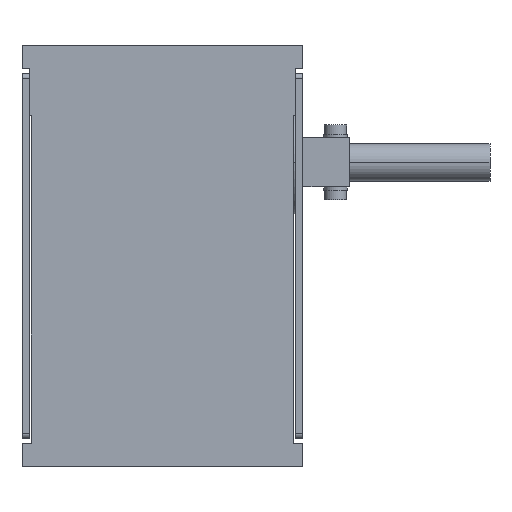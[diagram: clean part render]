
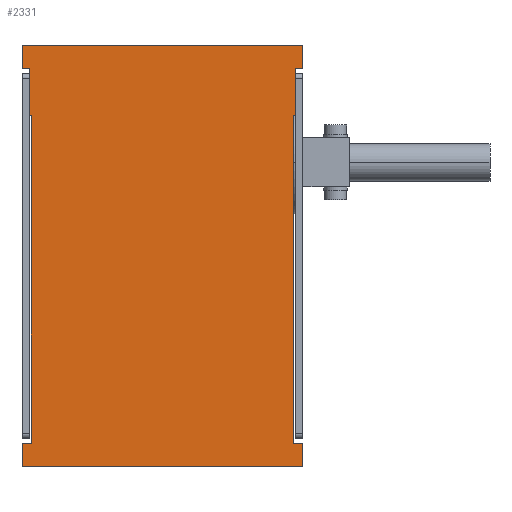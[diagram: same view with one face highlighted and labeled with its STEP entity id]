
A CAD part, left-side view. The second image highlights one B-rep face of the part: STEP entity #2331.
In plain terms, the highlighted planar face has unit normal (-1, 0, 0).
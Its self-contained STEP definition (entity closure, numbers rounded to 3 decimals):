
#1511=CARTESIAN_POINT('',(-101.957,-68.089,74.5));
#1512=VERTEX_POINT('',#1511);
#1519=CARTESIAN_POINT('',(-101.957,-68.089,84.5));
#1520=VERTEX_POINT('',#1519);
#1521=CARTESIAN_POINT('',(-101.957,-68.089,84.5));
#1522=DIRECTION('',(0.0,0.0,-1.0));
#1523=VECTOR('',#1522,10.);
#1524=LINE('',#1521,#1523);
#1525=EDGE_CURVE('',#1520,#1512,#1524,.T.);
#1562=CARTESIAN_POINT('',(-101.957,-66.589,84.5));
#1563=VERTEX_POINT('',#1562);
#1564=CARTESIAN_POINT('',(-101.957,-66.589,84.5));
#1565=DIRECTION('',(0.0,-1.0,0.0));
#1566=VECTOR('',#1565,1.5);
#1567=LINE('',#1564,#1566);
#1568=EDGE_CURVE('',#1563,#1520,#1567,.T.);
#1594=CARTESIAN_POINT('',(-101.957,-66.589,4.5));
#1595=VERTEX_POINT('',#1594);
#1602=CARTESIAN_POINT('',(-101.957,-68.589,4.5));
#1603=VERTEX_POINT('',#1602);
#1604=CARTESIAN_POINT('',(-101.957,-68.589,4.5));
#1605=DIRECTION('',(0.0,1.0,0.0));
#1606=VECTOR('',#1605,2.);
#1607=LINE('',#1604,#1606);
#1608=EDGE_CURVE('',#1603,#1595,#1607,.T.);
#1633=CARTESIAN_POINT('',(-101.957,-68.589,74.5));
#1634=VERTEX_POINT('',#1633);
#1635=CARTESIAN_POINT('',(-101.957,-68.589,74.5));
#1636=DIRECTION('',(0.0,0.0,-1.0));
#1637=VECTOR('',#1636,70.0);
#1638=LINE('',#1635,#1637);
#1639=EDGE_CURVE('',#1634,#1603,#1638,.T.);
#1732=CARTESIAN_POINT('',(-101.957,-68.089,74.5));
#1733=DIRECTION('',(0.0,-1.0,0.0));
#1734=VECTOR('',#1733,0.5);
#1735=LINE('',#1732,#1734);
#1736=EDGE_CURVE('',#1512,#1634,#1735,.T.);
#1757=CARTESIAN_POINT('',(-101.957,-125.089,74.5));
#1758=VERTEX_POINT('',#1757);
#1765=CARTESIAN_POINT('',(-101.957,-124.589,74.5));
#1766=VERTEX_POINT('',#1765);
#1767=CARTESIAN_POINT('',(-101.957,-124.589,74.5));
#1768=DIRECTION('',(0.0,-1.0,0.0));
#1769=VECTOR('',#1768,0.5);
#1770=LINE('',#1767,#1769);
#1771=EDGE_CURVE('',#1766,#1758,#1770,.T.);
#1797=CARTESIAN_POINT('',(-101.957,-124.589,4.5));
#1798=VERTEX_POINT('',#1797);
#1805=CARTESIAN_POINT('',(-101.957,-126.589,4.5));
#1806=VERTEX_POINT('',#1805);
#1807=CARTESIAN_POINT('',(-101.957,-126.589,4.5));
#1808=DIRECTION('',(0.0,1.0,0.0));
#1809=VECTOR('',#1808,2.);
#1810=LINE('',#1807,#1809);
#1811=EDGE_CURVE('',#1806,#1798,#1810,.T.);
#1834=CARTESIAN_POINT('',(-101.957,-124.589,4.5));
#1835=DIRECTION('',(0.0,0.0,1.0));
#1836=VECTOR('',#1835,70.0);
#1837=LINE('',#1834,#1836);
#1838=EDGE_CURVE('',#1798,#1766,#1837,.T.);
#1929=CARTESIAN_POINT('',(-101.957,-126.589,84.5));
#1930=VERTEX_POINT('',#1929);
#1937=CARTESIAN_POINT('',(-101.957,-125.089,84.5));
#1938=VERTEX_POINT('',#1937);
#1939=CARTESIAN_POINT('',(-101.957,-125.089,84.5));
#1940=DIRECTION('',(0.0,-1.0,0.0));
#1941=VECTOR('',#1940,1.5);
#1942=LINE('',#1939,#1941);
#1943=EDGE_CURVE('',#1938,#1930,#1942,.T.);
#1966=CARTESIAN_POINT('',(-101.957,-125.089,74.5));
#1967=DIRECTION('',(0.0,0.0,1.0));
#1968=VECTOR('',#1967,10.0);
#1969=LINE('',#1966,#1968);
#1970=EDGE_CURVE('',#1758,#1938,#1969,.T.);
#2002=CARTESIAN_POINT('',(-101.957,-66.589,-0.5));
#2003=VERTEX_POINT('',#2002);
#2010=CARTESIAN_POINT('',(-101.957,-66.589,-0.5));
#2011=DIRECTION('',(0.0,0.0,1.0));
#2012=VECTOR('',#2011,5.0);
#2013=LINE('',#2010,#2012);
#2014=EDGE_CURVE('',#2003,#1595,#2013,.T.);
#2025=CARTESIAN_POINT('',(-101.957,-66.589,89.5));
#2026=VERTEX_POINT('',#2025);
#2027=CARTESIAN_POINT('',(-101.957,-66.589,84.5));
#2028=DIRECTION('',(0.0,0.0,1.0));
#2029=VECTOR('',#2028,5.);
#2030=LINE('',#2027,#2029);
#2031=EDGE_CURVE('',#1563,#2026,#2030,.T.);
#2266=CARTESIAN_POINT('',(-101.957,-126.589,-0.5));
#2267=VERTEX_POINT('',#2266);
#2268=CARTESIAN_POINT('',(-101.957,-126.589,-0.5));
#2269=DIRECTION('',(0.0,0.0,1.0));
#2270=VECTOR('',#2269,5.0);
#2271=LINE('',#2268,#2270);
#2272=EDGE_CURVE('',#2267,#1806,#2271,.T.);
#2291=CARTESIAN_POINT('',(-101.957,-126.589,-0.5));
#2292=DIRECTION('',(-1.0,0.0,0.0));
#2293=DIRECTION('',(0.0,0.0,1.0));
#2294=AXIS2_PLACEMENT_3D('',#2291,#2292,#2293);
#2295=PLANE('',#2294);
#2296=ORIENTED_EDGE('',*,*,#1568,.T.);
#2297=ORIENTED_EDGE('',*,*,#1525,.T.);
#2298=ORIENTED_EDGE('',*,*,#1736,.T.);
#2299=ORIENTED_EDGE('',*,*,#1639,.T.);
#2300=ORIENTED_EDGE('',*,*,#1608,.T.);
#2301=ORIENTED_EDGE('',*,*,#2014,.F.);
#2302=CARTESIAN_POINT('',(-101.957,-126.589,-0.5));
#2303=DIRECTION('',(0.0,1.0,0.0));
#2304=VECTOR('',#2303,60.0);
#2305=LINE('',#2302,#2304);
#2306=EDGE_CURVE('',#2267,#2003,#2305,.T.);
#2307=ORIENTED_EDGE('',*,*,#2306,.F.);
#2308=ORIENTED_EDGE('',*,*,#2272,.T.);
#2309=ORIENTED_EDGE('',*,*,#1811,.T.);
#2310=ORIENTED_EDGE('',*,*,#1838,.T.);
#2311=ORIENTED_EDGE('',*,*,#1771,.T.);
#2312=ORIENTED_EDGE('',*,*,#1970,.T.);
#2313=ORIENTED_EDGE('',*,*,#1943,.T.);
#2314=CARTESIAN_POINT('',(-101.957,-126.589,89.5));
#2315=VERTEX_POINT('',#2314);
#2316=CARTESIAN_POINT('',(-101.957,-126.589,84.5));
#2317=DIRECTION('',(0.0,0.0,1.0));
#2318=VECTOR('',#2317,5.0);
#2319=LINE('',#2316,#2318);
#2320=EDGE_CURVE('',#1930,#2315,#2319,.T.);
#2321=ORIENTED_EDGE('',*,*,#2320,.T.);
#2322=CARTESIAN_POINT('',(-101.957,-126.589,89.5));
#2323=DIRECTION('',(0.0,1.0,0.0));
#2324=VECTOR('',#2323,60.0);
#2325=LINE('',#2322,#2324);
#2326=EDGE_CURVE('',#2315,#2026,#2325,.T.);
#2327=ORIENTED_EDGE('',*,*,#2326,.T.);
#2328=ORIENTED_EDGE('',*,*,#2031,.F.);
#2329=EDGE_LOOP('',(#2296,#2297,#2298,#2299,#2300,#2301,#2307,#2308,#2309,#2310,#2311,#2312,#2313,#2321,#2327,#2328));
#2330=FACE_OUTER_BOUND('',#2329,.T.);
#2331=ADVANCED_FACE('',(#2330),#2295,.T.);
